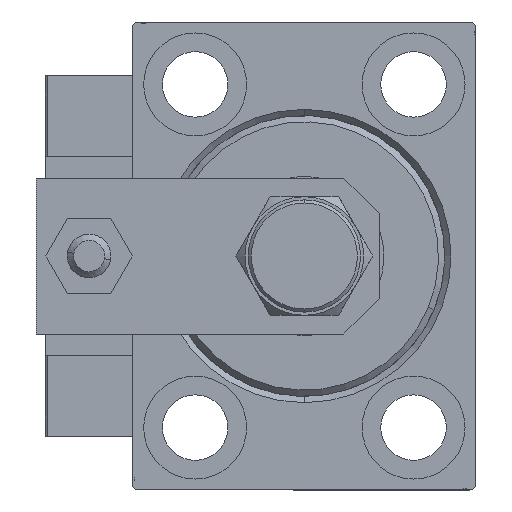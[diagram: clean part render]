
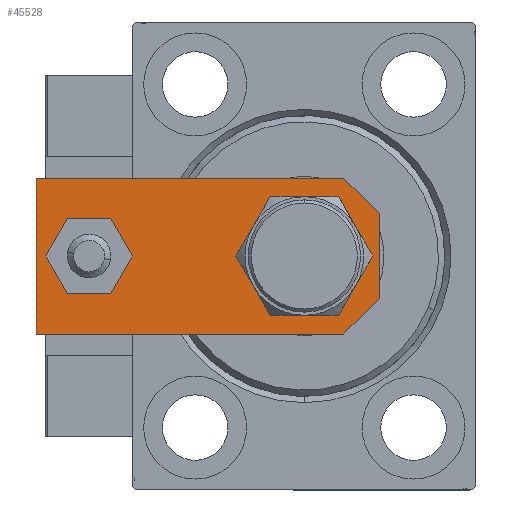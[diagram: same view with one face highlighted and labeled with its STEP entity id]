
A CAD part, left-side view. The second image highlights one B-rep face of the part: STEP entity #45528.
In plain terms, the highlighted face is planar.
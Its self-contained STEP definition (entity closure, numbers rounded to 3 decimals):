
#192 = DIRECTION ( 'NONE',  ( 1., 0., 0. ) ) ;
#615 = CARTESIAN_POINT ( 'NONE',  ( -6.84, 0., 6. ) ) ;
#1640 = DIRECTION ( 'NONE',  ( 1., 0., 0. ) ) ;
#2323 = VECTOR ( 'NONE', #34138, 1000. ) ;
#2400 = CARTESIAN_POINT ( 'NONE',  ( 12.5, 0., 6. ) ) ;
#2909 = ORIENTED_EDGE ( 'NONE', *, *, #35232, .T. ) ;
#3171 = CARTESIAN_POINT ( 'NONE',  ( 12.5, 55., 6. ) ) ;
#4173 = CARTESIAN_POINT ( 'NONE',  ( 0., 46.5, 6. ) ) ;
#4897 = VECTOR ( 'NONE', #36060, 1000. ) ;
#6212 = AXIS2_PLACEMENT_3D ( 'NONE', #21864, #41550, #1640 ) ;
#6560 = ORIENTED_EDGE ( 'NONE', *, *, #17560, .T. ) ;
#6804 = DIRECTION ( 'NONE',  ( 1., 0., 0. ) ) ;
#8173 = EDGE_CURVE ( 'NONE', #24631, #44289, #18836, .T. ) ;
#8294 = CARTESIAN_POINT ( 'NONE',  ( 3.42, -3.42, 6. ) ) ;
#9102 = ORIENTED_EDGE ( 'NONE', *, *, #14398, .F. ) ;
#10039 = VERTEX_POINT ( 'NONE', #12839 ) ;
#10290 = AXIS2_PLACEMENT_3D ( 'NONE', #44613, #40627, #16690 ) ;
#10364 = CIRCLE ( 'NONE', #33343, 4. ) ;
#10772 = ORIENTED_EDGE ( 'NONE', *, *, #43538, .T. ) ;
#11112 = VECTOR ( 'NONE', #35747, 1000. ) ;
#11310 = CARTESIAN_POINT ( 'NONE',  ( 0., 0., 6. ) ) ;
#11735 = EDGE_CURVE ( 'NONE', #10039, #32879, #51143, .T. ) ;
#12416 = EDGE_CURVE ( 'NONE', #32879, #10039, #10364, .T. ) ;
#12703 = ORIENTED_EDGE ( 'NONE', *, *, #35134, .T. ) ;
#12839 = CARTESIAN_POINT ( 'NONE',  ( -4., 46.5, 6. ) ) ;
#14398 = EDGE_CURVE ( 'NONE', #44289, #24631, #21512, .T. ) ;
#15352 = VECTOR ( 'NONE', #36774, 1000. ) ;
#15971 = EDGE_LOOP ( 'NONE', ( #50427, #31287 ) ) ;
#16690 = DIRECTION ( 'NONE',  ( 1., 0., 0. ) ) ;
#17025 = CARTESIAN_POINT ( 'NONE',  ( 12.5, 5.66, 6. ) ) ;
#17560 = EDGE_CURVE ( 'NONE', #27716, #31573, #43185, .T. ) ;
#18766 = VERTEX_POINT ( 'NONE', #17025 ) ;
#18782 = FACE_BOUND ( 'NONE', #27678, .T. ) ;
#18836 = CIRCLE ( 'NONE', #10290, 8.25 ) ;
#18943 = DIRECTION ( 'NONE',  ( 0., 0., 1. ) ) ;
#19512 = LINE ( 'NONE', #23249, #11112 ) ;
#20024 = VECTOR ( 'NONE', #34961, 1000. ) ;
#20650 = CARTESIAN_POINT ( 'NONE',  ( 8.25, 12., 6. ) ) ;
#21512 = CIRCLE ( 'NONE', #6212, 8.25 ) ;
#21864 = CARTESIAN_POINT ( 'NONE',  ( 0., 12., 6. ) ) ;
#22633 = EDGE_LOOP ( 'NONE', ( #6560, #10772, #12703, #2909, #40738, #47307 ) ) ;
#23249 = CARTESIAN_POINT ( 'NONE',  ( -12.5, 0., 6. ) ) ;
#23604 = CARTESIAN_POINT ( 'NONE',  ( -8.25, 12., 6. ) ) ;
#24631 = VERTEX_POINT ( 'NONE', #23604 ) ;
#25554 = CARTESIAN_POINT ( 'NONE',  ( 6.84, 0., 6. ) ) ;
#27678 = EDGE_LOOP ( 'NONE', ( #49877, #9102 ) ) ;
#27716 = VERTEX_POINT ( 'NONE', #29393 ) ;
#28012 = CARTESIAN_POINT ( 'NONE',  ( -12.5, 55., 6. ) ) ;
#28318 = AXIS2_PLACEMENT_3D ( 'NONE', #4173, #52604, #192 ) ;
#29048 = LINE ( 'NONE', #8294, #15352 ) ;
#29393 = CARTESIAN_POINT ( 'NONE',  ( -12.5, 55., 6. ) ) ;
#30663 = LINE ( 'NONE', #33871, #2323 ) ;
#30752 = FACE_BOUND ( 'NONE', #15971, .T. ) ;
#31084 = VERTEX_POINT ( 'NONE', #615 ) ;
#31287 = ORIENTED_EDGE ( 'NONE', *, *, #12416, .F. ) ;
#31552 = CARTESIAN_POINT ( 'NONE',  ( 12.5, 55., 6. ) ) ;
#31573 = VERTEX_POINT ( 'NONE', #31853 ) ;
#31853 = CARTESIAN_POINT ( 'NONE',  ( -12.5, 5.66, 6. ) ) ;
#32261 = VERTEX_POINT ( 'NONE', #25554 ) ;
#32879 = VERTEX_POINT ( 'NONE', #34802 ) ;
#33149 = VECTOR ( 'NONE', #34600, 1000. ) ;
#33343 = AXIS2_PLACEMENT_3D ( 'NONE', #52359, #18943, #34371 ) ;
#33807 = AXIS2_PLACEMENT_3D ( 'NONE', #11310, #35544, #6804 ) ;
#33871 = CARTESIAN_POINT ( 'NONE',  ( -3.42, -3.42, 6. ) ) ;
#34116 = EDGE_CURVE ( 'NONE', #18766, #43053, #38852, .T. ) ;
#34138 = DIRECTION ( 'NONE',  ( 0.707, -0.707, 0. ) ) ;
#34371 = DIRECTION ( 'NONE',  ( 1., 0., 0. ) ) ;
#34600 = DIRECTION ( 'NONE',  ( 0., 1., 0. ) ) ;
#34802 = CARTESIAN_POINT ( 'NONE',  ( 4., 46.5, 6. ) ) ;
#34961 = DIRECTION ( 'NONE',  ( 0., -1., 0. ) ) ;
#35134 = EDGE_CURVE ( 'NONE', #31084, #32261, #19512, .T. ) ;
#35232 = EDGE_CURVE ( 'NONE', #32261, #18766, #29048, .T. ) ;
#35544 = DIRECTION ( 'NONE',  ( 0., 0., 1. ) ) ;
#35747 = DIRECTION ( 'NONE',  ( 1., 0., 0. ) ) ;
#36060 = DIRECTION ( 'NONE',  ( -1., 0., 0. ) ) ;
#36774 = DIRECTION ( 'NONE',  ( 0.707, 0.707, 0. ) ) ;
#38852 = LINE ( 'NONE', #2400, #33149 ) ;
#38995 = PLANE ( 'NONE',  #33807 ) ;
#40627 = DIRECTION ( 'NONE',  ( 0., 0., 1. ) ) ;
#40738 = ORIENTED_EDGE ( 'NONE', *, *, #34116, .T. ) ;
#41550 = DIRECTION ( 'NONE',  ( 0., 0., 1. ) ) ;
#43053 = VERTEX_POINT ( 'NONE', #3171 ) ;
#43185 = LINE ( 'NONE', #28012, #20024 ) ;
#43538 = EDGE_CURVE ( 'NONE', #31573, #31084, #30663, .T. ) ;
#44289 = VERTEX_POINT ( 'NONE', #20650 ) ;
#44613 = CARTESIAN_POINT ( 'NONE',  ( 0., 12., 6. ) ) ;
#45528 = ADVANCED_FACE ( 'NONE', ( #30752, #46699, #18782 ), #38995, .T. ) ;
#46699 = FACE_OUTER_BOUND ( 'NONE', #22633, .T. ) ;
#47307 = ORIENTED_EDGE ( 'NONE', *, *, #48489, .T. ) ;
#48489 = EDGE_CURVE ( 'NONE', #43053, #27716, #51493, .T. ) ;
#49877 = ORIENTED_EDGE ( 'NONE', *, *, #8173, .F. ) ;
#50427 = ORIENTED_EDGE ( 'NONE', *, *, #11735, .F. ) ;
#51143 = CIRCLE ( 'NONE', #28318, 4. ) ;
#51493 = LINE ( 'NONE', #31552, #4897 ) ;
#52359 = CARTESIAN_POINT ( 'NONE',  ( 0., 46.5, 6. ) ) ;
#52604 = DIRECTION ( 'NONE',  ( 0., 0., 1. ) ) ;
